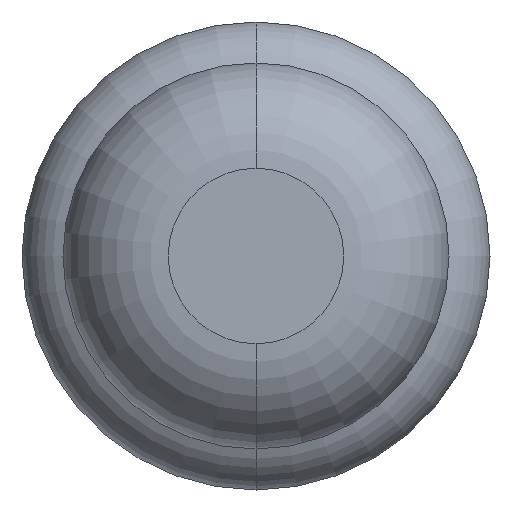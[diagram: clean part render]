
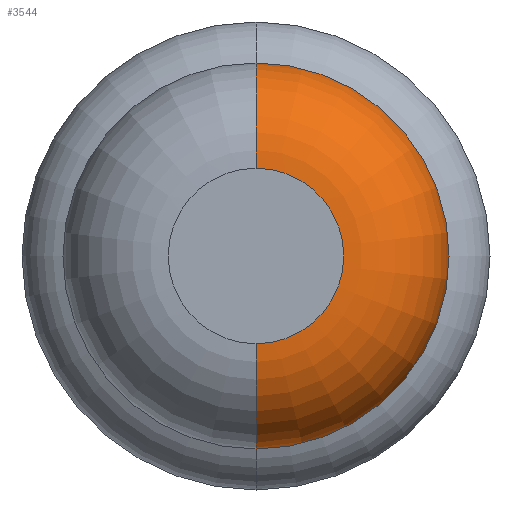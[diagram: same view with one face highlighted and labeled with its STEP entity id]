
A CAD part, front view. The second image highlights one B-rep face of the part: STEP entity #3544.
In plain terms, the highlighted toroidal (fillet/blend) face has major radius 0.375 mm and minor radius 0.45 mm.
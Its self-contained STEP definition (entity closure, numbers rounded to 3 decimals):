
#60 = DIRECTION ( 'NONE',  ( 0., 0., 1. ) ) ;
#185 = CARTESIAN_POINT ( 'NONE',  ( 0., -23.55, -0.375 ) ) ;
#205 = VERTEX_POINT ( 'NONE', #345 ) ;
#285 = FACE_OUTER_BOUND ( 'NONE', #2897, .T. ) ;
#345 = CARTESIAN_POINT ( 'NONE',  ( 0., -23.55, -0.825 ) ) ;
#427 = EDGE_CURVE ( 'Defeature ausgef�hrt1_2+Defeature ausgef�hrt1_1+Defeature ausgef�hrt1_1+Defeature ausgef�hrt1_1', #3930, #4129, #3875, .T. ) ;
#521 = DIRECTION ( 'NONE',  ( 0., 0., -1. ) ) ;
#595 = EDGE_CURVE ( 'NONE', #4129, #205, #3608, .T. ) ;
#609 = AXIS2_PLACEMENT_3D ( 'NONE', #1139, #1135, #837 ) ;
#636 = DIRECTION ( 'NONE',  ( -1., 0., 0. ) ) ;
#789 = EDGE_CURVE ( 'NONE', #3930, #2155, #3980, .T. ) ;
#837 = DIRECTION ( 'NONE',  ( 0., 0., 1. ) ) ;
#1029 = DIRECTION ( 'NONE',  ( 0., 1., 0. ) ) ;
#1109 = AXIS2_PLACEMENT_3D ( 'NONE', #3657, #1029, #3642 ) ;
#1135 = DIRECTION ( 'NONE',  ( 0., 1., 0. ) ) ;
#1139 = CARTESIAN_POINT ( 'NONE',  ( 0., -24., 0. ) ) ;
#1149 = DIRECTION ( 'NONE',  ( 1., 0., 0. ) ) ;
#1336 = ORIENTED_EDGE ( 'NONE', *, *, #427, .T. ) ;
#1518 = CIRCLE ( 'NONE', #1109, 0.825 ) ;
#1531 = EDGE_CURVE ( 'Defeature ausgef�hrt1_3+Defeature ausgef�hrt1_2+Defeature ausgef�hrt1_2+Defeature ausgef�hrt1_2', #2155, #205, #1518, .T. ) ;
#1562 = CARTESIAN_POINT ( 'NONE',  ( 0., -23.55, 0.825 ) ) ;
#1819 = ORIENTED_EDGE ( 'NONE', *, *, #1531, .F. ) ;
#1845 = AXIS2_PLACEMENT_3D ( 'NONE', #1910, #636, #2924 ) ;
#1910 = CARTESIAN_POINT ( 'NONE',  ( 0., -23.55, 0.375 ) ) ;
#1939 = CARTESIAN_POINT ( 'NONE',  ( 0., -24., 0.375 ) ) ;
#2155 = VERTEX_POINT ( 'NONE', #1562 ) ;
#2612 = CARTESIAN_POINT ( 'NONE',  ( 0., -23.55, 0. ) ) ;
#2709 = CARTESIAN_POINT ( 'NONE',  ( 0., -24., -0.375 ) ) ;
#2857 = AXIS2_PLACEMENT_3D ( 'NONE', #185, #1149, #521 ) ;
#2897 = EDGE_LOOP ( 'NONE', ( #1336, #4009, #1819, #3319 ) ) ;
#2924 = DIRECTION ( 'NONE',  ( 0., 0., 1. ) ) ;
#3319 = ORIENTED_EDGE ( 'NONE', *, *, #789, .F. ) ;
#3544 = ADVANCED_FACE ( 'Defeature ausgef�hrt1_2', ( #285 ), #3562, .T. ) ;
#3562 = TOROIDAL_SURFACE ( 'NONE', #4085, 0.375, 0.45 ) ;
#3608 = CIRCLE ( 'NONE', #2857, 0.45 ) ;
#3642 = DIRECTION ( 'NONE',  ( 0., 0., 1. ) ) ;
#3657 = CARTESIAN_POINT ( 'NONE',  ( 0., -23.55, 0. ) ) ;
#3875 = CIRCLE ( 'NONE', #609, 0.375 ) ;
#3930 = VERTEX_POINT ( 'NONE', #1939 ) ;
#3944 = DIRECTION ( 'NONE',  ( 0., 1., 0. ) ) ;
#3980 = CIRCLE ( 'NONE', #1845, 0.45 ) ;
#4009 = ORIENTED_EDGE ( 'NONE', *, *, #595, .T. ) ;
#4085 = AXIS2_PLACEMENT_3D ( 'NONE', #2612, #3944, #60 ) ;
#4129 = VERTEX_POINT ( 'NONE', #2709 ) ;
